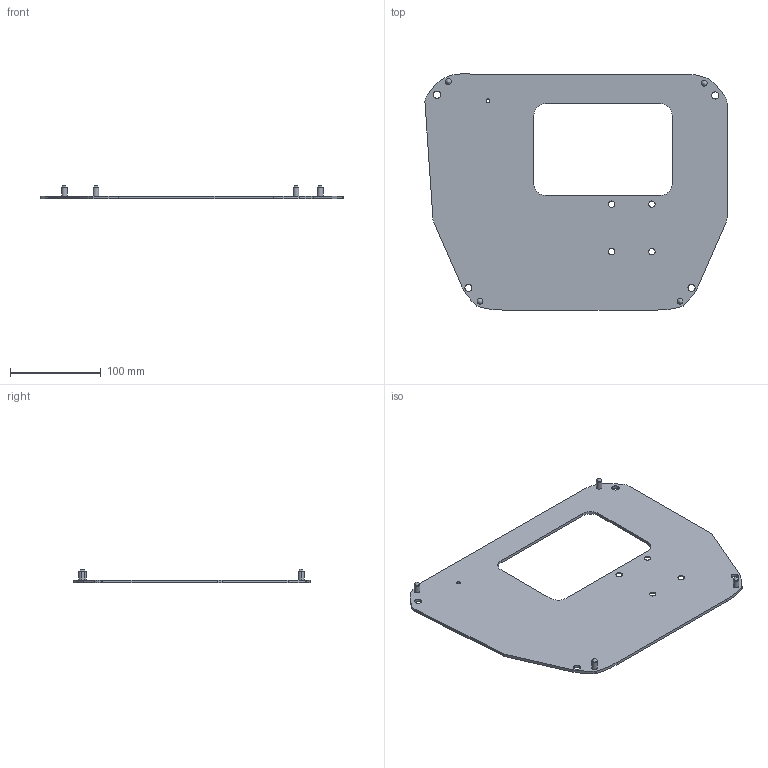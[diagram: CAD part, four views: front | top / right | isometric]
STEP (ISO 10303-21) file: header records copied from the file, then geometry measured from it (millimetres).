
FILE_DESCRIPTION (( 'STEP AP214' ), '1' );
FILE_NAME ('AIR-06-0006_TEST DWG ONLY_V3.STEP', '2020-08-21T14:45:36', ( '' ), ( '' ), 'SwSTEP 2.0', 'SolidWorks 2019', '' );
FILE_SCHEMA (( 'AUTOMOTIVE_DESIGN' ));
Length unit declared in the file: inch
Products named in the file (1): AIR-06-0006_TEST DWG ONLY_V3
Bounding box: 333.55 x 260.6 x 15.24 mm (x, y, z)
Volume: 205567.8 mm3; surface area: 135174.7 mm2
Topology: 1 solids, 1 shells, 77 faces, 205 edges, 134 vertices
Faces by surface type: cylinder 41, bspline 14, plane 14, cone 8
Entity records: 3901 total; most frequent: CARTESIAN_POINT 1919, ORIENTED_EDGE 410, DIRECTION 395, EDGE_CURVE 205, AXIS2_PLACEMENT_3D 154, VERTEX_POINT 134, EDGE_LOOP 101, CIRCLE 90
